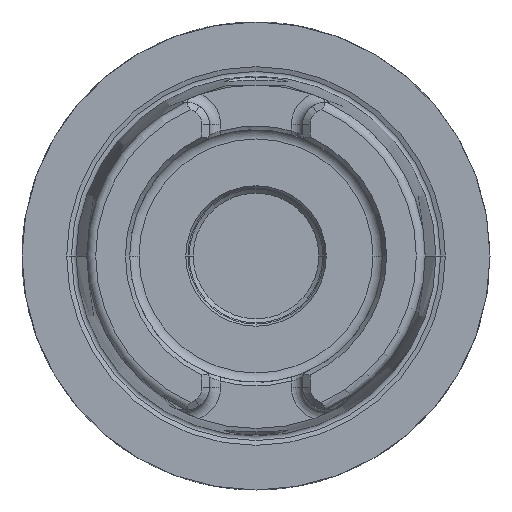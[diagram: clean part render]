
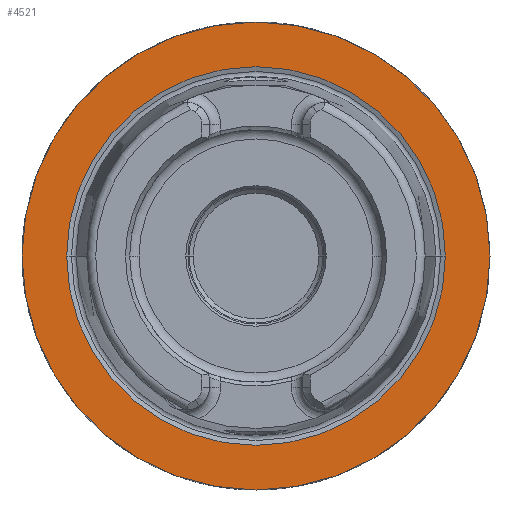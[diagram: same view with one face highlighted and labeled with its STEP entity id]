
A CAD part, left-side view. The second image highlights one B-rep face of the part: STEP entity #4521.
In plain terms, the highlighted planar face has unit normal (-1, 0, 0).
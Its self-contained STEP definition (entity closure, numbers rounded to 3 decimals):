
#1068=CARTESIAN_POINT('',(0.,0.,0.));
#1069=DIRECTION('',(1.,0.,0.));
#1070=DIRECTION('',(0.,1.,0.));
#1071=AXIS2_PLACEMENT_3D('',#1068,#1069,#1070);
#1073=CARTESIAN_POINT('',(0.,0.,0.));
#1074=DIRECTION('',(-1.,0.,0.));
#1075=DIRECTION('',(0.,1.,0.));
#1076=AXIS2_PLACEMENT_3D('',#1073,#1074,#1075);
#1078=CARTESIAN_POINT('',(0.,0.,0.));
#1079=DIRECTION('',(-1.,0.,0.));
#1080=DIRECTION('',(0.,-1.,0.));
#1081=AXIS2_PLACEMENT_3D('',#1078,#1079,#1080);
#1083=CARTESIAN_POINT('',(0.,0.,0.));
#1084=DIRECTION('',(-1.,0.,0.));
#1085=DIRECTION('',(0.,1.,0.));
#1086=AXIS2_PLACEMENT_3D('',#1083,#1084,#1085);
#2774=CARTESIAN_POINT('',(0.,31.5,0.));
#2775=CARTESIAN_POINT('',(0.,-31.5,0.));
#2776=VERTEX_POINT('',#2774);
#2777=VERTEX_POINT('',#2775);
#2802=CARTESIAN_POINT('',(0.,-25.49,0.));
#2803=VERTEX_POINT('',#2802);
#2804=CARTESIAN_POINT('',(0.,25.49,0.));
#2805=VERTEX_POINT('',#2804);
#4506=CARTESIAN_POINT('',(0.,0.,0.));
#4507=DIRECTION('',(1.,0.,0.));
#4508=DIRECTION('',(0.,-1.,0.));
#4509=AXIS2_PLACEMENT_3D('',#4506,#4507,#4508);
#4510=PLANE('',#4509);
#4512=ORIENTED_EDGE('',*,*,#4511,.T.);
#4514=ORIENTED_EDGE('',*,*,#4513,.F.);
#4515=EDGE_LOOP('',(#4512,#4514));
#4516=FACE_OUTER_BOUND('',#4515,.F.);
#4517=ORIENTED_EDGE('',*,*,#4501,.T.);
#4518=ORIENTED_EDGE('',*,*,#4485,.T.);
#4519=EDGE_LOOP('',(#4517,#4518));
#4520=FACE_BOUND('',#4519,.F.);
#4521=ADVANCED_FACE('',(#4516,#4520),#4510,.F.);
#1072=CIRCLE('',#1071,31.5);
#1077=CIRCLE('',#1076,31.5);
#1082=CIRCLE('',#1081,25.49);
#1087=CIRCLE('',#1086,25.49);
#4485=EDGE_CURVE('',#2805,#2803,#1087,.T.);
#4501=EDGE_CURVE('',#2803,#2805,#1082,.T.);
#4511=EDGE_CURVE('',#2776,#2777,#1072,.T.);
#4513=EDGE_CURVE('',#2776,#2777,#1077,.T.);
